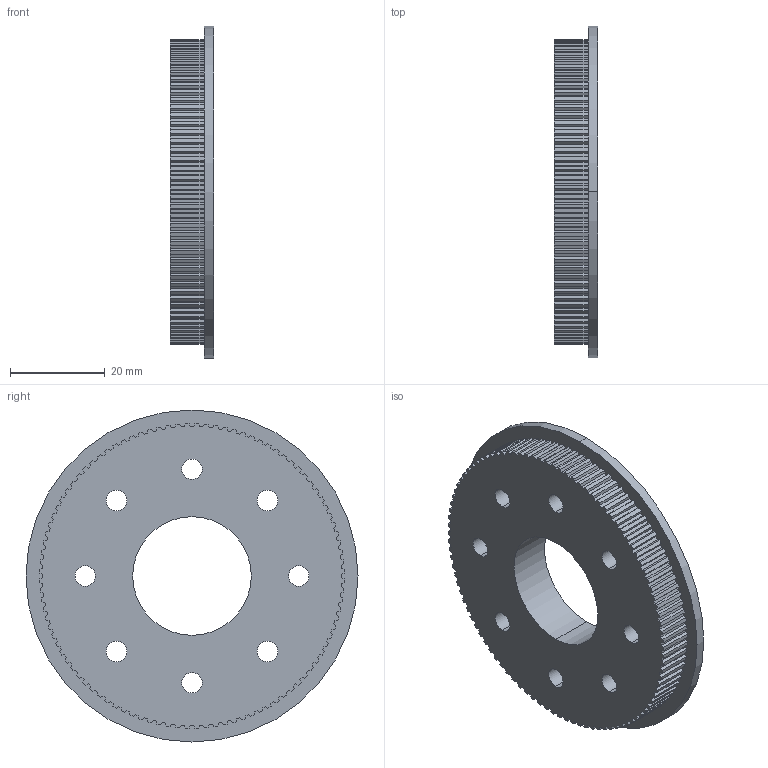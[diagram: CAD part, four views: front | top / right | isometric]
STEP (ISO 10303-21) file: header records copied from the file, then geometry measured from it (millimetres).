
FILE_DESCRIPTION (( 'STEP AP214' ), '1' );
FILE_NAME ('1375K166_MXL Series Timing Belt Pulley.STEP', '2024-05-30T03:06:37', ( '' ), ( '' ), 'SwSTEP 2.0', 'SolidWorks 2022', '' );
FILE_SCHEMA (( 'AUTOMOTIVE_DESIGN' ));
Length unit declared in the file: millimetre
Products named in the file (1): 1375K166_MXL Series Timing Belt Pulley
Bounding box: 9.1 x 70 x 70 mm (x, y, z)
Volume: 24772.1 mm3; surface area: 10569.9 mm2
Topology: 1 solids, 1 shells, 423 faces, 1260 edges, 840 vertices
Faces by surface type: plane 303, cylinder 120
Entity records: 14204 total; most frequent: CARTESIAN_POINT 2524, ORIENTED_EDGE 2520, DIRECTION 2348, EDGE_CURVE 1260, LINE 1020, VECTOR 1020, VERTEX_POINT 840, AXIS2_PLACEMENT_3D 664
